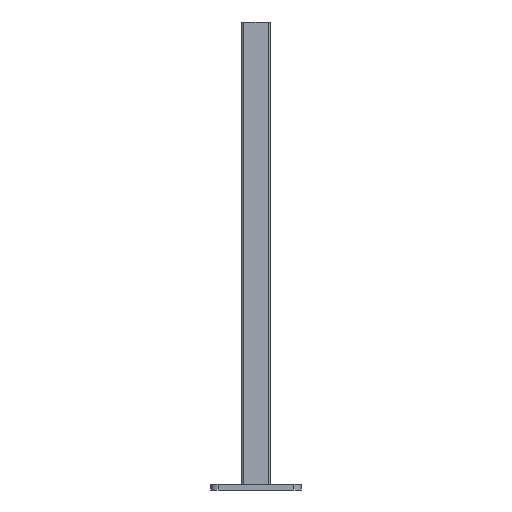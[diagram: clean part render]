
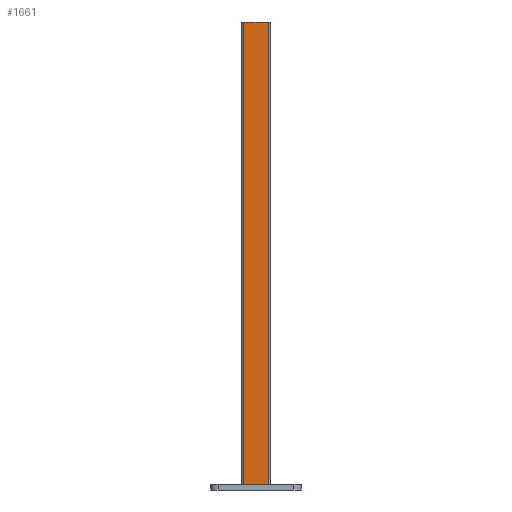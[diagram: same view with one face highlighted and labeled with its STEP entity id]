
A CAD part, front view. The second image highlights one B-rep face of the part: STEP entity #1661.
In plain terms, the highlighted planar face has unit normal (0, -1, 0).
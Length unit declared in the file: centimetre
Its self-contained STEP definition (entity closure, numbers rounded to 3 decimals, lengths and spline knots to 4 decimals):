
#48=PLANE('',#1814);
#127=LINE('',#2587,#275);
#162=LINE('',#2672,#310);
#169=LINE('',#2694,#317);
#172=LINE('',#2705,#320);
#275=VECTOR('',#2104,64.);
#310=VECTOR('',#2187,3.4);
#317=VECTOR('',#2212,64.);
#320=VECTOR('',#2225,3.4);
#470=FACE_OUTER_BOUND('',#566,.T.);
#566=EDGE_LOOP('',(#1336,#1337,#1338,#1339));
#794=VERTEX_POINT('',#2584);
#795=VERTEX_POINT('',#2586);
#821=VERTEX_POINT('',#2671);
#827=VERTEX_POINT('',#2693);
#980=EDGE_CURVE('',#795,#794,#127,.T.);
#1022=EDGE_CURVE('',#795,#821,#162,.T.);
#1033=EDGE_CURVE('',#827,#821,#169,.T.);
#1039=EDGE_CURVE('',#827,#794,#172,.T.);
#1336=ORIENTED_EDGE('',*,*,#980,.T.);
#1337=ORIENTED_EDGE('',*,*,#1039,.F.);
#1338=ORIENTED_EDGE('',*,*,#1033,.T.);
#1339=ORIENTED_EDGE('',*,*,#1022,.F.);
#1661=ADVANCED_FACE('',(#470),#48,.T.);
#1814=AXIS2_PLACEMENT_3D('',#2704,#2223,#2224);
#2104=DIRECTION('',(0.,0.,-1.));
#2187=DIRECTION('',(1.,0.,0.));
#2212=DIRECTION('',(0.,0.,1.));
#2223=DIRECTION('center_axis',(0.,-1.,0.));
#2224=DIRECTION('ref_axis',(0.,0.,1.));
#2225=DIRECTION('',(-1.,0.,0.));
#2584=CARTESIAN_POINT('',(-1.7,-1.9,0.8));
#2586=CARTESIAN_POINT('',(-1.7,-1.9,64.8));
#2587=CARTESIAN_POINT('',(-1.7,-1.9,48.8));
#2671=CARTESIAN_POINT('',(1.7,-1.9,64.8));
#2672=CARTESIAN_POINT('',(2.2906,-1.9,64.8));
#2693=CARTESIAN_POINT('',(1.7,-1.9,0.8));
#2694=CARTESIAN_POINT('',(1.7,-1.9,32.8));
#2704=CARTESIAN_POINT('Origin',(-0.0023,-1.9,32.8));
#2705=CARTESIAN_POINT('',(-0.0012,-1.9,0.8));
